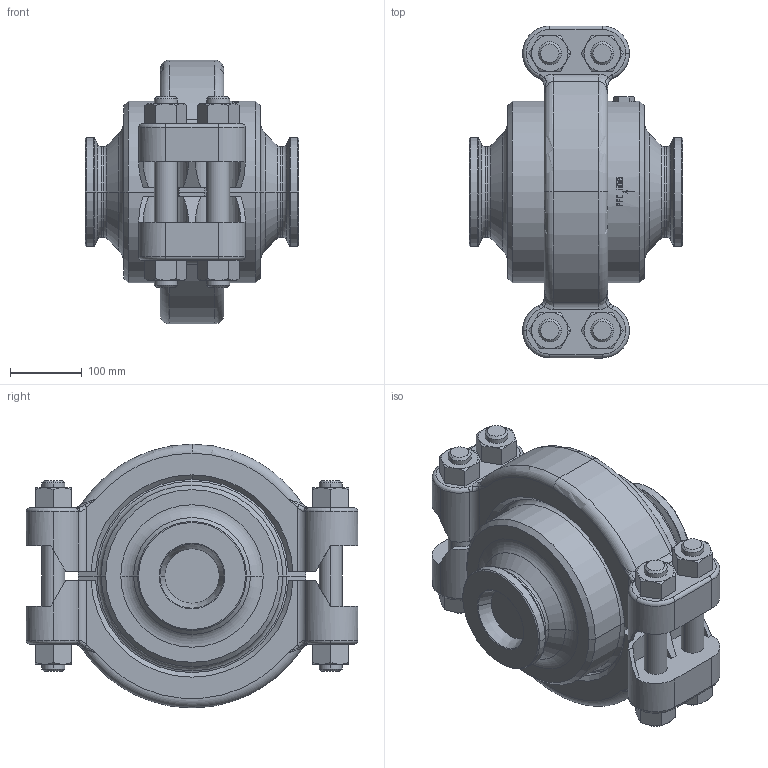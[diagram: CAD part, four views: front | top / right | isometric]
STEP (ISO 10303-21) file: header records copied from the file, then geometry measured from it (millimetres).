
FILE_DESCRIPTION (( 'STEP AP203' ), '1' );
FILE_NAME ('11018000 A Whole.STEP', '2015-02-03T18:36:09', ( '' ), ( '' ), 'SwSTEP 2.0', 'SolidWorks 2015', '' );
FILE_SCHEMA (( 'CONFIG_CONTROL_DESIGN' ));
Length unit declared in the file: inch
Products named in the file (1): 11018000 A Whole
Bounding box: 298.45 x 463.55 x 368.3 mm (x, y, z)
Volume: 18517816.6 mm3; surface area: 681885.5 mm2
Topology: 1 solids, 3 shells, 498 faces, 1189 edges, 720 vertices
Faces by surface type: plane 175, cone 128, cylinder 113, torus 52, bspline 30
Entity records: 17054 total; most frequent: CARTESIAN_POINT 5741, DIRECTION 2367, ORIENTED_EDGE 2358, EDGE_CURVE 1179, AXIS2_PLACEMENT_3D 964, VERTEX_POINT 720, EDGE_LOOP 541, ADVANCED_FACE 498
